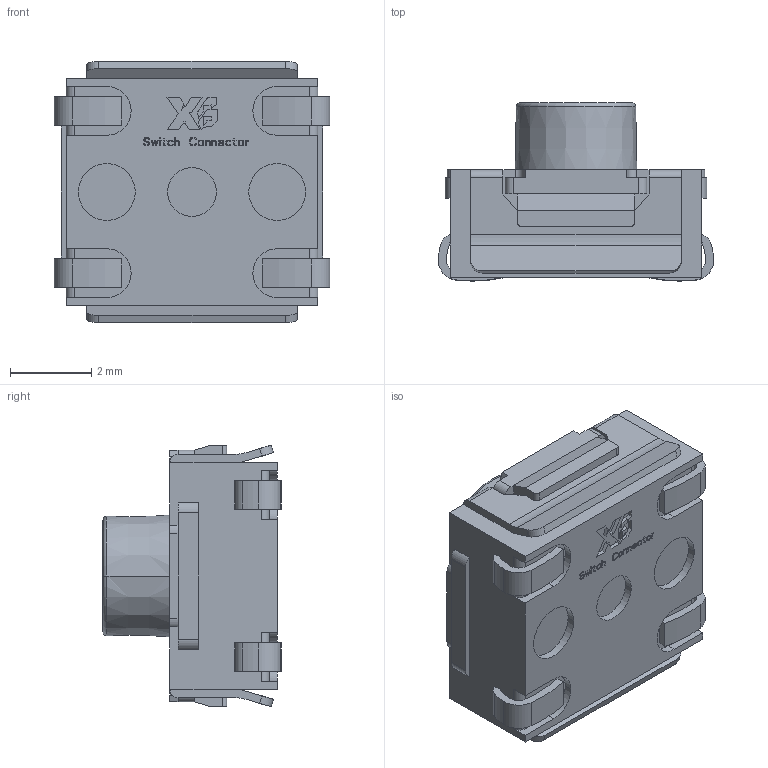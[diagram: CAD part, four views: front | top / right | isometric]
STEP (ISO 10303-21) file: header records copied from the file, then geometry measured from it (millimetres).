
FILE_DESCRIPTION(('STEP AP242'),'1');
FILE_NAME('xb-ts-1159ub-x-b-w.stp','2024-05-25T18:03:45',('TraceParts'),('TraceParts S.A.'),'Spatial InterOp 3D',' ',' ');
FILE_SCHEMA(('AP242_MANAGED_MODEL_BASED_3D_ENGINEERING_MIM_LF {1 0 10303 442 1 1 4}'));
Length unit declared in the file: millimetre
Products named in the file (1): xb-ts-1159ub-x-b-w
Bounding box: 6.79 x 4.39 x 6.45 mm (x, y, z)
Volume: 109.2 mm3; surface area: 199 mm2
Topology: 1 solids, 1 shells, 698 faces, 1981 edges, 1316 vertices
Faces by surface type: plane 605, cylinder 87, torus 4, cone 2
Entity records: 22356 total; most frequent: CARTESIAN_POINT 3996, ORIENTED_EDGE 3962, DIRECTION 3567, EDGE_CURVE 1981, LINE 1793, VECTOR 1793, VERTEX_POINT 1316, AXIS2_PLACEMENT_3D 887
